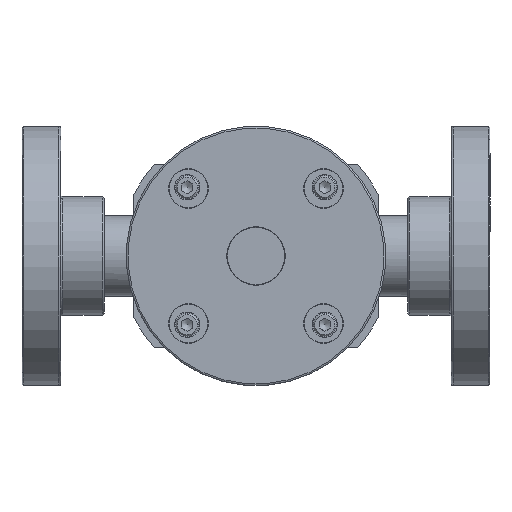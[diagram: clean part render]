
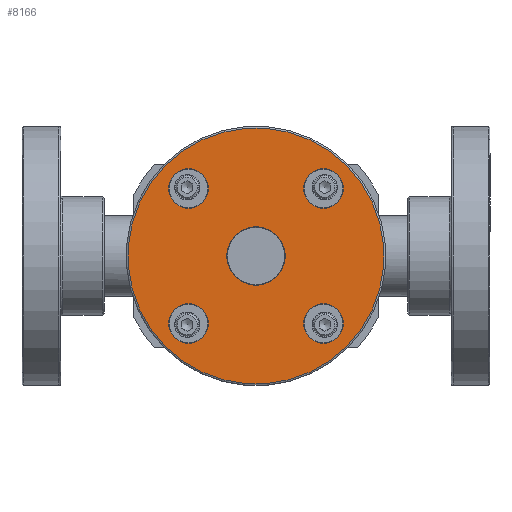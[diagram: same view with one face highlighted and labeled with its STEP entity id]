
A CAD part, front view. The second image highlights one B-rep face of the part: STEP entity #8166.
In plain terms, the highlighted planar face has unit normal (0, -1, 0).
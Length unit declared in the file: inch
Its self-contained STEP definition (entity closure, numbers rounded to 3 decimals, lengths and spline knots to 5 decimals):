
#8060=CARTESIAN_POINT('',(-1.48139,-1.83,-1.48139));
#8061=VERTEX_POINT('',#8060);
#8062=CARTESIAN_POINT('',(0.,-1.83,0.));
#8063=DIRECTION('',(0.,1.0,0.));
#8064=DIRECTION('',(0.707,0.,0.707));
#8065=AXIS2_PLACEMENT_3D('',#8062,#8063,#8064);
#8066=CIRCLE('',#8065,2.095);
#8067=EDGE_CURVE('',#8061,#8061,#8066,.T.);
#8103=CARTESIAN_POINT('',(-0.91676,-1.83,-0.91676));
#8104=DIRECTION('',(0.0,-1.0,0.0));
#8105=DIRECTION('',(-0.707,0.0,0.707));
#8106=AXIS2_PLACEMENT_3D('',#8103,#8104,#8105);
#8107=PLANE('',#8106);
#8108=ORIENTED_EDGE('',*,*,#8067,.F.);
#8109=EDGE_LOOP('',(#8108));
#8110=FACE_OUTER_BOUND('',#8109,.T.);
#8111=CARTESIAN_POINT('',(-1.33466,-1.83,0.87504));
#8112=VERTEX_POINT('',#8111);
#8113=CARTESIAN_POINT('',(-1.10485,-1.83,1.10485));
#8114=DIRECTION('',(0.,-1.0,0.));
#8115=DIRECTION('',(0.707,0.,0.707));
#8116=AXIS2_PLACEMENT_3D('',#8113,#8114,#8115);
#8117=CIRCLE('',#8116,0.325);
#8118=EDGE_CURVE('',#8112,#8112,#8117,.T.);
#8119=ORIENTED_EDGE('',*,*,#8118,.F.);
#8120=EDGE_LOOP('',(#8119));
#8121=FACE_BOUND('',#8120,.T.);
#8122=CARTESIAN_POINT('',(0.87504,-1.83,1.33466));
#8123=VERTEX_POINT('',#8122);
#8124=CARTESIAN_POINT('',(1.10485,-1.83,1.10485));
#8125=DIRECTION('',(0.,-1.0,0.));
#8126=DIRECTION('',(0.707,0.,-0.707));
#8127=AXIS2_PLACEMENT_3D('',#8124,#8125,#8126);
#8128=CIRCLE('',#8127,0.325);
#8129=EDGE_CURVE('',#8123,#8123,#8128,.T.);
#8130=ORIENTED_EDGE('',*,*,#8129,.F.);
#8131=EDGE_LOOP('',(#8130));
#8132=FACE_BOUND('',#8131,.T.);
#8133=CARTESIAN_POINT('',(1.33466,-1.83,-0.87504));
#8134=VERTEX_POINT('',#8133);
#8135=CARTESIAN_POINT('',(1.10485,-1.83,-1.10485));
#8136=DIRECTION('',(0.,-1.0,0.));
#8137=DIRECTION('',(-0.707,0.,-0.707));
#8138=AXIS2_PLACEMENT_3D('',#8135,#8136,#8137);
#8139=CIRCLE('',#8138,0.325);
#8140=EDGE_CURVE('',#8134,#8134,#8139,.T.);
#8141=ORIENTED_EDGE('',*,*,#8140,.F.);
#8142=EDGE_LOOP('',(#8141));
#8143=FACE_BOUND('',#8142,.T.);
#8144=CARTESIAN_POINT('',(-0.338,-1.83,-0.338));
#8145=VERTEX_POINT('',#8144);
#8146=CARTESIAN_POINT('',(0.,-1.83,0.));
#8147=DIRECTION('',(0.,-1.0,0.));
#8148=DIRECTION('',(0.707,0.,0.707));
#8149=AXIS2_PLACEMENT_3D('',#8146,#8147,#8148);
#8150=CIRCLE('',#8149,0.478);
#8151=EDGE_CURVE('',#8145,#8145,#8150,.T.);
#8152=ORIENTED_EDGE('',*,*,#8151,.F.);
#8153=EDGE_LOOP('',(#8152));
#8154=FACE_BOUND('',#8153,.T.);
#8155=CARTESIAN_POINT('',(-0.87504,-1.83,-1.33466));
#8156=VERTEX_POINT('',#8155);
#8157=CARTESIAN_POINT('',(-1.10485,-1.83,-1.10485));
#8158=DIRECTION('',(0.,-1.0,0.));
#8159=DIRECTION('',(-0.707,0.,0.707));
#8160=AXIS2_PLACEMENT_3D('',#8157,#8158,#8159);
#8161=CIRCLE('',#8160,0.325);
#8162=EDGE_CURVE('',#8156,#8156,#8161,.T.);
#8163=ORIENTED_EDGE('',*,*,#8162,.F.);
#8164=EDGE_LOOP('',(#8163));
#8165=FACE_BOUND('',#8164,.T.);
#8166=ADVANCED_FACE('',(#8110,#8121,#8132,#8143,#8154,#8165),#8107,.T.);
